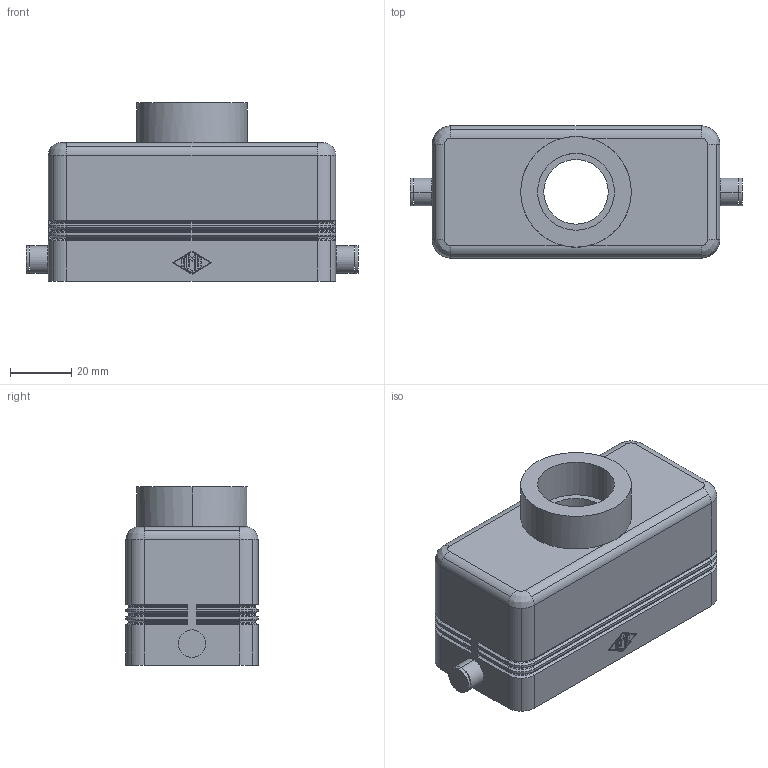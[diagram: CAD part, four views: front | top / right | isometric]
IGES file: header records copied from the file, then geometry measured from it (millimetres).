
Global section: file name: No Iges File Name specified; native system: AutoDesk Inventor R6.1; preprocessor: AutoDesk Inventor Iges Exporter R6.1; author: No Author specified; organization: No Organization specified; date: 20061222.112348; units: millimetre
Bounding box: 108 x 43 x 58 mm (x, y, z)
Volume: 57598 mm3; surface area: 33670.3 mm2
Topology: 1 solids, 1 shells, 401 faces, 973 edges, 590 vertices
Faces by surface type: bspline 119, plane 108, revolution 98, cylinder 64, cone 12
